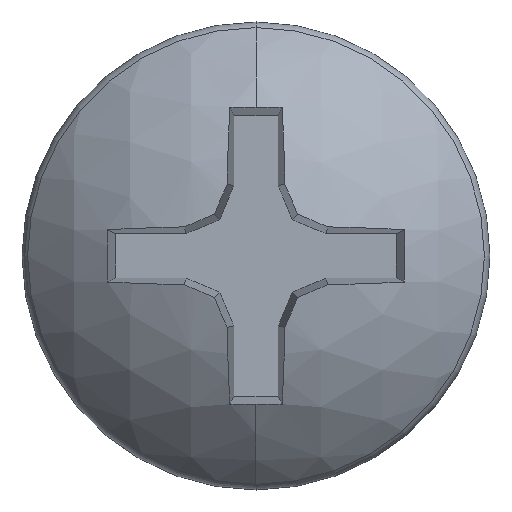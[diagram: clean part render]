
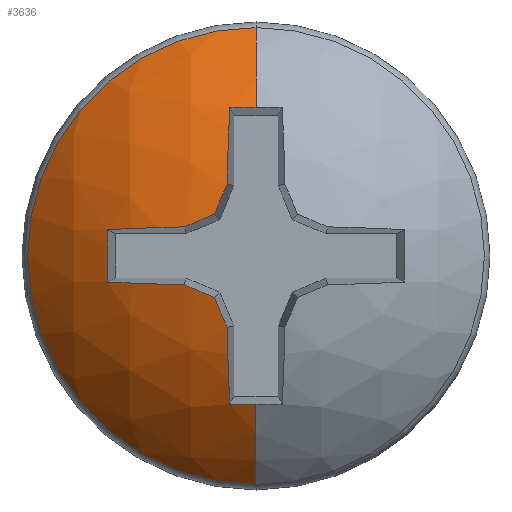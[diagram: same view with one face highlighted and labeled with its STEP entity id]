
A CAD part, top view. The second image highlights one B-rep face of the part: STEP entity #3636.
In plain terms, the highlighted spherical face has radius 2.672 mm.
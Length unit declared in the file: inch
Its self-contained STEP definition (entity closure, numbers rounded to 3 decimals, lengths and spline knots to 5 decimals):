
#103 = CARTESIAN_POINT ( 'NONE',  ( -0.01488, 0.01488, 0.15362 ) ) ;
#109 = ORIENTED_EDGE ( 'NONE', *, *, #2511, .T. ) ;
#115 = CARTESIAN_POINT ( 'NONE',  ( 0., 0., 0.05055 ) ) ;
#213 = CIRCLE ( 'NONE', #1317, 0.1052 ) ;
#222 = VERTEX_POINT ( 'NONE', #1419 ) ;
#282 = EDGE_CURVE ( 'NONE', #2785, #2292, #3680, .T. ) ;
#302 = AXIS2_PLACEMENT_3D ( 'NONE', #1573, #2450, #1051 ) ;
#303 = ORIENTED_EDGE ( 'NONE', *, *, #2620, .T. ) ;
#338 = CIRCLE ( 'NONE', #302, 0.09868 ) ;
#345 = EDGE_CURVE ( 'NONE', #1558, #807, #2326, .T. ) ;
#370 = DIRECTION ( 'NONE',  ( 0., 1., 0. ) ) ;
#500 = ORIENTED_EDGE ( 'NONE', *, *, #3223, .T. ) ;
#513 = AXIS2_PLACEMENT_3D ( 'NONE', #1443, #3172, #601 ) ;
#541 = EDGE_CURVE ( 'NONE', #2728, #2044, #1791, .T. ) ;
#545 = CARTESIAN_POINT ( 'NONE',  ( 0., -0.0815, 0.11706 ) ) ;
#577 = AXIS2_PLACEMENT_3D ( 'NONE', #1161, #853, #582 ) ;
#582 = DIRECTION ( 'NONE',  ( 0.924, 0.383, 0. ) ) ;
#598 = DIRECTION ( 'NONE',  ( 0.087, 0., -0.996 ) ) ;
#601 = DIRECTION ( 'NONE',  ( 0., -0.087, -0.996 ) ) ;
#604 = DIRECTION ( 'NONE',  ( -0.383, 0.924, 0. ) ) ;
#607 = DIRECTION ( 'NONE',  ( 0.383, 0.924, 0. ) ) ;
#620 = VERTEX_POINT ( 'NONE', #2747 ) ;
#623 = DIRECTION ( 'NONE',  ( -0.381, -0.92, -0.087 ) ) ;
#670 = EDGE_CURVE ( 'NONE', #2292, #1673, #338, .T. ) ;
#706 = CARTESIAN_POINT ( 'NONE',  ( -0.0359, 0., 0.04422 ) ) ;
#718 = CARTESIAN_POINT ( 'NONE',  ( 0., -0.05304, 0.1414 ) ) ;
#805 = EDGE_CURVE ( 'NONE', #620, #222, #1261, .T. ) ;
#807 = VERTEX_POINT ( 'NONE', #545 ) ;
#853 = DIRECTION ( 'NONE',  ( -0.381, 0.92, -0.087 ) ) ;
#892 = CARTESIAN_POINT ( 'NONE',  ( 0., 0., 0.05055 ) ) ;
#917 = CARTESIAN_POINT ( 'NONE',  ( 0., 0., 0.11706 ) ) ;
#949 = AXIS2_PLACEMENT_3D ( 'NONE', #1742, #623, #1215 ) ;
#1010 = CARTESIAN_POINT ( 'NONE',  ( -0.00935, -0.05296, 0.14097 ) ) ;
#1046 = AXIS2_PLACEMENT_3D ( 'NONE', #2170, #1604, #1684 ) ;
#1051 = DIRECTION ( 'NONE',  ( 0., -0.174, -0.985 ) ) ;
#1054 = VERTEX_POINT ( 'NONE', #2472 ) ;
#1079 = CARTESIAN_POINT ( 'NONE',  ( 0., 0.0815, 0.11706 ) ) ;
#1130 = AXIS2_PLACEMENT_3D ( 'NONE', #3389, #2794, #2515 ) ;
#1161 = CARTESIAN_POINT ( 'NONE',  ( -0.00396, 0.00956, 0.04964 ) ) ;
#1215 = DIRECTION ( 'NONE',  ( -0.924, 0.383, 0. ) ) ;
#1218 = ORIENTED_EDGE ( 'NONE', *, *, #2437, .T. ) ;
#1239 = ORIENTED_EDGE ( 'NONE', *, *, #3428, .F. ) ;
#1254 = DIRECTION ( 'NONE',  ( 1., 0., 0. ) ) ;
#1261 = CIRCLE ( 'NONE', #1130, 0.10519 ) ;
#1317 = AXIS2_PLACEMENT_3D ( 'NONE', #115, #1254, #3517 ) ;
#1337 = ORIENTED_EDGE ( 'NONE', *, *, #345, .T. ) ;
#1358 = CIRCLE ( 'NONE', #513, 0.10519 ) ;
#1397 = ORIENTED_EDGE ( 'NONE', *, *, #3533, .T. ) ;
#1419 = CARTESIAN_POINT ( 'NONE',  ( -0.05296, -0.00935, 0.14097 ) ) ;
#1443 = CARTESIAN_POINT ( 'NONE',  ( 0., 0.00143, 0.05042 ) ) ;
#1450 = CARTESIAN_POINT ( 'NONE',  ( -0.00956, 0.00396, 0.04964 ) ) ;
#1453 = AXIS2_PLACEMENT_3D ( 'NONE', #1450, #2300, #607 ) ;
#1468 = CARTESIAN_POINT ( 'NONE',  ( -0.00143, 0., 0.05042 ) ) ;
#1496 = ORIENTED_EDGE ( 'NONE', *, *, #2662, .T. ) ;
#1502 = DIRECTION ( 'NONE',  ( 0., -1., 0. ) ) ;
#1513 = DIRECTION ( 'NONE',  ( 0., -0.985, -0.174 ) ) ;
#1558 = VERTEX_POINT ( 'NONE', #1079 ) ;
#1564 = CARTESIAN_POINT ( 'NONE',  ( -0.01032, 0.02553, 0.15208 ) ) ;
#1573 = CARTESIAN_POINT ( 'NONE',  ( 0., 0.0359, 0.04422 ) ) ;
#1588 = ORIENTED_EDGE ( 'NONE', *, *, #670, .T. ) ;
#1604 = DIRECTION ( 'NONE',  ( -0.996, 0., -0.087 ) ) ;
#1673 = VERTEX_POINT ( 'NONE', #1930 ) ;
#1684 = DIRECTION ( 'NONE',  ( 0.087, 0., -0.996 ) ) ;
#1742 = CARTESIAN_POINT ( 'NONE',  ( -0.00396, -0.00956, 0.04964 ) ) ;
#1791 = CIRCLE ( 'NONE', #2265, 0.09868 ) ;
#1805 = DIRECTION ( 'NONE',  ( -0.985, 0., -0.174 ) ) ;
#1849 = DIRECTION ( 'NONE',  ( 0.174, 0., -0.985 ) ) ;
#1890 = EDGE_CURVE ( 'NONE', #3394, #3096, #1358, .T. ) ;
#1930 = CARTESIAN_POINT ( 'NONE',  ( 0., 0.05304, 0.1414 ) ) ;
#1935 = CIRCLE ( 'NONE', #2724, 0.10469 ) ;
#1976 = VERTEX_POINT ( 'NONE', #103 ) ;
#2044 = VERTEX_POINT ( 'NONE', #1010 ) ;
#2146 = ORIENTED_EDGE ( 'NONE', *, *, #805, .T. ) ;
#2170 = CARTESIAN_POINT ( 'NONE',  ( -0.00143, 0., 0.05042 ) ) ;
#2265 = AXIS2_PLACEMENT_3D ( 'NONE', #2392, #1513, #2988 ) ;
#2284 = CARTESIAN_POINT ( 'NONE',  ( -0.05296, 0.00935, 0.14097 ) ) ;
#2292 = VERTEX_POINT ( 'NONE', #3119 ) ;
#2300 = DIRECTION ( 'NONE',  ( -0.92, 0.381, -0.087 ) ) ;
#2315 = DIRECTION ( 'NONE',  ( 0., -1., 0. ) ) ;
#2326 = CIRCLE ( 'NONE', #3282, 0.0815 ) ;
#2327 = EDGE_CURVE ( 'NONE', #1054, #2505, #1935, .T. ) ;
#2345 = DIRECTION ( 'NONE',  ( 0., 0., 1. ) ) ;
#2348 = CARTESIAN_POINT ( 'NONE',  ( 0., 0., 0.05055 ) ) ;
#2392 = CARTESIAN_POINT ( 'NONE',  ( 0., -0.0359, 0.04422 ) ) ;
#2412 = EDGE_LOOP ( 'NONE', ( #1337, #1397, #3195, #500, #2817, #109, #2146, #1496, #2823, #1218, #303, #2634, #1588, #1239 ) ) ;
#2427 = CIRCLE ( 'NONE', #3355, 0.09868 ) ;
#2437 = EDGE_CURVE ( 'NONE', #3096, #1976, #2731, .T. ) ;
#2450 = DIRECTION ( 'NONE',  ( 0., 0.985, -0.174 ) ) ;
#2472 = CARTESIAN_POINT ( 'NONE',  ( -0.01032, -0.02553, 0.15208 ) ) ;
#2505 = VERTEX_POINT ( 'NONE', #2601 ) ;
#2511 = EDGE_CURVE ( 'NONE', #2505, #620, #3200, .T. ) ;
#2515 = DIRECTION ( 'NONE',  ( 0., -0.087, 0.996 ) ) ;
#2518 = FACE_OUTER_BOUND ( 'NONE', #2412, .T. ) ;
#2556 = CIRCLE ( 'NONE', #1046, 0.10519 ) ;
#2570 = DIRECTION ( 'NONE',  ( -0.92, -0.381, -0.087 ) ) ;
#2601 = CARTESIAN_POINT ( 'NONE',  ( -0.01488, -0.01488, 0.15362 ) ) ;
#2620 = EDGE_CURVE ( 'NONE', #1976, #2785, #3058, .T. ) ;
#2625 = DIRECTION ( 'NONE',  ( -1., 0., 0. ) ) ;
#2634 = ORIENTED_EDGE ( 'NONE', *, *, #282, .T. ) ;
#2662 = EDGE_CURVE ( 'NONE', #222, #3394, #2427, .T. ) ;
#2724 = AXIS2_PLACEMENT_3D ( 'NONE', #3445, #2570, #604 ) ;
#2728 = VERTEX_POINT ( 'NONE', #718 ) ;
#2731 = CIRCLE ( 'NONE', #577, 0.10469 ) ;
#2747 = CARTESIAN_POINT ( 'NONE',  ( -0.02553, -0.01032, 0.15208 ) ) ;
#2755 = AXIS2_PLACEMENT_3D ( 'NONE', #892, #3440, #370 ) ;
#2780 = CIRCLE ( 'NONE', #3469, 0.1052 ) ;
#2785 = VERTEX_POINT ( 'NONE', #1564 ) ;
#2794 = DIRECTION ( 'NONE',  ( 0., -0.996, -0.087 ) ) ;
#2817 = ORIENTED_EDGE ( 'NONE', *, *, #2327, .T. ) ;
#2822 = DIRECTION ( 'NONE',  ( -0.996, 0., -0.087 ) ) ;
#2823 = ORIENTED_EDGE ( 'NONE', *, *, #1890, .T. ) ;
#2908 = SPHERICAL_SURFACE ( 'NONE', #2755, 0.1052 ) ;
#2988 = DIRECTION ( 'NONE',  ( 0., -0.174, 0.985 ) ) ;
#3058 = CIRCLE ( 'NONE', #1453, 0.10469 ) ;
#3096 = VERTEX_POINT ( 'NONE', #3496 ) ;
#3119 = CARTESIAN_POINT ( 'NONE',  ( -0.00935, 0.05296, 0.14097 ) ) ;
#3172 = DIRECTION ( 'NONE',  ( 0., 0.996, -0.087 ) ) ;
#3195 = ORIENTED_EDGE ( 'NONE', *, *, #541, .T. ) ;
#3200 = CIRCLE ( 'NONE', #949, 0.10469 ) ;
#3223 = EDGE_CURVE ( 'NONE', #2044, #1054, #2556, .T. ) ;
#3282 = AXIS2_PLACEMENT_3D ( 'NONE', #917, #2345, #2315 ) ;
#3355 = AXIS2_PLACEMENT_3D ( 'NONE', #706, #1805, #1849 ) ;
#3357 = AXIS2_PLACEMENT_3D ( 'NONE', #1468, #2822, #598 ) ;
#3389 = CARTESIAN_POINT ( 'NONE',  ( 0., -0.00143, 0.05042 ) ) ;
#3394 = VERTEX_POINT ( 'NONE', #2284 ) ;
#3428 = EDGE_CURVE ( 'NONE', #1558, #1673, #213, .T. ) ;
#3440 = DIRECTION ( 'NONE',  ( -1., 0., 0. ) ) ;
#3445 = CARTESIAN_POINT ( 'NONE',  ( -0.00956, -0.00396, 0.04964 ) ) ;
#3469 = AXIS2_PLACEMENT_3D ( 'NONE', #2348, #2625, #1502 ) ;
#3496 = CARTESIAN_POINT ( 'NONE',  ( -0.02553, 0.01032, 0.15208 ) ) ;
#3517 = DIRECTION ( 'NONE',  ( 0., 0., -1. ) ) ;
#3533 = EDGE_CURVE ( 'NONE', #807, #2728, #2780, .T. ) ;
#3636 = ADVANCED_FACE ( 'NONE', ( #2518 ), #2908, .T. ) ;
#3680 = CIRCLE ( 'NONE', #3357, 0.10519 ) ;
